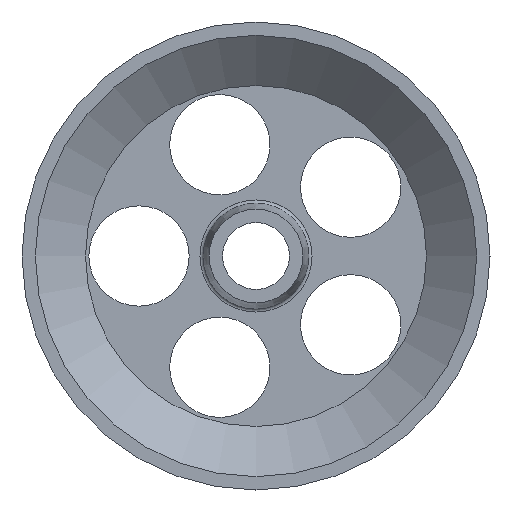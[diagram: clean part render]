
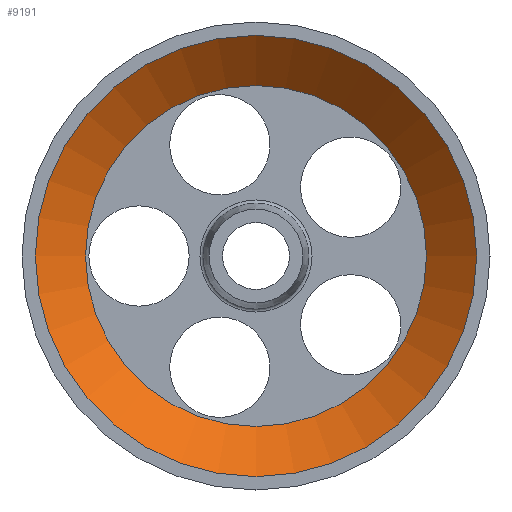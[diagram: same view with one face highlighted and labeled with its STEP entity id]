
A CAD part, left-side view. The second image highlights one B-rep face of the part: STEP entity #9191.
In plain terms, the highlighted conical face has half-angle 48.888 degrees and reference radius 33 mm.
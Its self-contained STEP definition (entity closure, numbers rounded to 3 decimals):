
#121 = DIRECTION ( 'NONE',  ( -1., 0., 0. ) ) ;
#270 = EDGE_LOOP ( 'NONE', ( #10276 ) ) ;
#1028 = AXIS2_PLACEMENT_3D ( 'NONE', #7632, #8949, #8709 ) ;
#2635 = CARTESIAN_POINT ( 'NONE',  ( -7.795, 0., 0. ) ) ;
#2979 = VERTEX_POINT ( 'NONE', #9378 ) ;
#3373 = CIRCLE ( 'NONE', #4706, 33. ) ;
#4148 = CARTESIAN_POINT ( 'NONE',  ( -1.25, 0., 25.5 ) ) ;
#4706 = AXIS2_PLACEMENT_3D ( 'NONE', #2635, #121, #8868 ) ;
#6913 = CIRCLE ( 'NONE', #16490, 25.5 ) ;
#7632 = CARTESIAN_POINT ( 'NONE',  ( -7.795, 0., 0. ) ) ;
#7953 = EDGE_LOOP ( 'NONE', ( #16079 ) ) ;
#8709 = DIRECTION ( 'NONE',  ( 0., 0., 1. ) ) ;
#8789 = FACE_BOUND ( 'NONE', #270, .T. ) ;
#8868 = DIRECTION ( 'NONE',  ( 0., 0., 1. ) ) ;
#8949 = DIRECTION ( 'NONE',  ( -1., 0., 0. ) ) ;
#9191 = ADVANCED_FACE ( 'NONE', ( #8789, #14967 ), #15381, .F. ) ;
#9295 = VERTEX_POINT ( 'NONE', #4148 ) ;
#9378 = CARTESIAN_POINT ( 'NONE',  ( -7.795, 0., 33. ) ) ;
#9606 = DIRECTION ( 'NONE',  ( 0., 0., 1. ) ) ;
#10110 = EDGE_CURVE ( 'NONE', #9295, #9295, #6913, .T. ) ;
#10276 = ORIENTED_EDGE ( 'NONE', *, *, #10110, .F. ) ;
#14292 = EDGE_CURVE ( 'NONE', #2979, #2979, #3373, .T. ) ;
#14783 = DIRECTION ( 'NONE',  ( -1., 0., 0. ) ) ;
#14951 = CARTESIAN_POINT ( 'NONE',  ( -1.25, 0., 0. ) ) ;
#14967 = FACE_OUTER_BOUND ( 'NONE', #7953, .T. ) ;
#15381 = CONICAL_SURFACE ( 'NONE', #1028, 33., 0.853 ) ;
#16079 = ORIENTED_EDGE ( 'NONE', *, *, #14292, .T. ) ;
#16490 = AXIS2_PLACEMENT_3D ( 'NONE', #14951, #14783, #9606 ) ;
